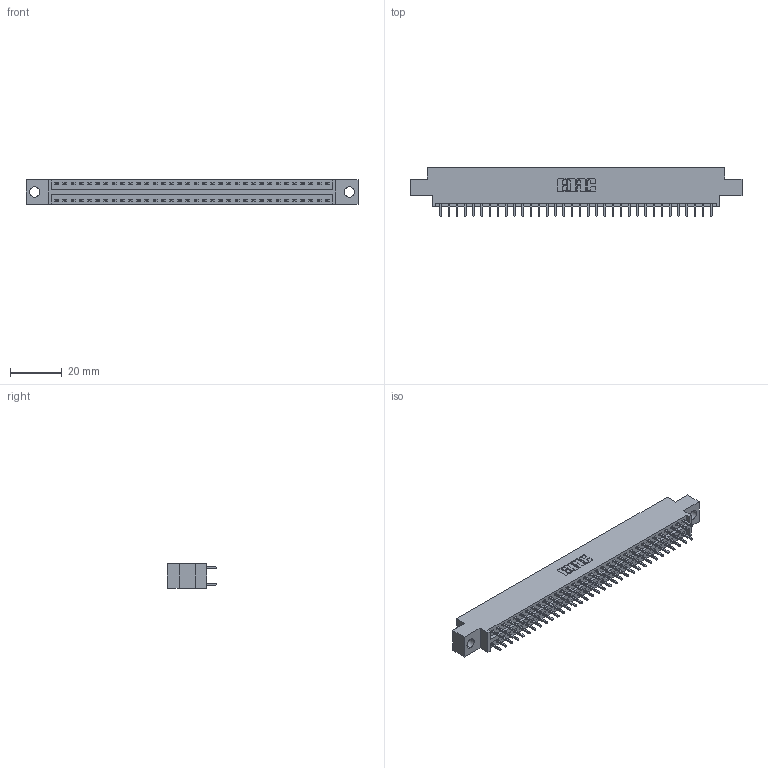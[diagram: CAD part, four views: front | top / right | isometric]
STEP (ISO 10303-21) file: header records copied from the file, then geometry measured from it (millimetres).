
FILE_DESCRIPTION (( 'STEP AP203' ), '1' );
FILE_NAME ('346-068-521-804.STEP', '2022-05-24T18:50:30', ( '' ), ( '' ), 'SwSTEP 2.0', 'SolidWorks 2020', '' );
FILE_SCHEMA (( 'CONFIG_CONTROL_DESIGN' ));
Length unit declared in the file: inch
Products named in the file (3): 346 Part_0.170 Offset - 0.156 Dia-TH; 346-068-521-804; 345-292-001_345-293-121
Assembly tree (69 placements, depth 2):
  346-068-521-804
    346 Part_0.170 Offset - 0.156 Dia-TH
    345-292-001_345-293-121  x68
Bounding box: 128.52 x 19.05 x 9.4 mm (x, y, z)
Volume: 12182.2 mm3; surface area: 16460.2 mm2
Topology: 69 solids, 69 shells, 3676 faces, 10917 edges, 7186 vertices
Faces by surface type: plane 2474, cylinder 1202
Entity records: 23835 total; most frequent: CARTESIAN_POINT 3946, ORIENTED_EDGE 3878, DIRECTION 3527, EDGE_CURVE 1939, VECTOR 1671, LINE 1671, VERTEX_POINT 1290, AXIS2_PLACEMENT_3D 928
